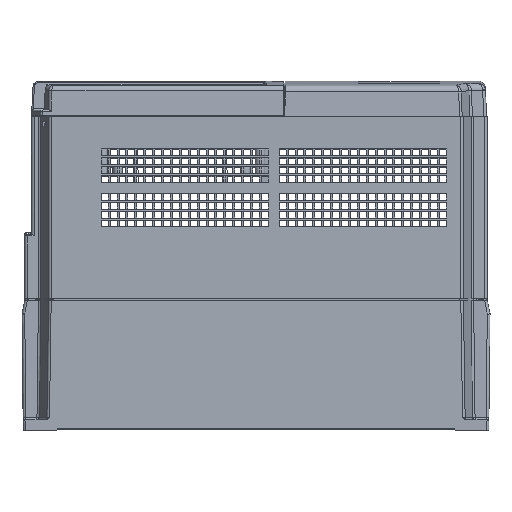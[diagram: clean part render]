
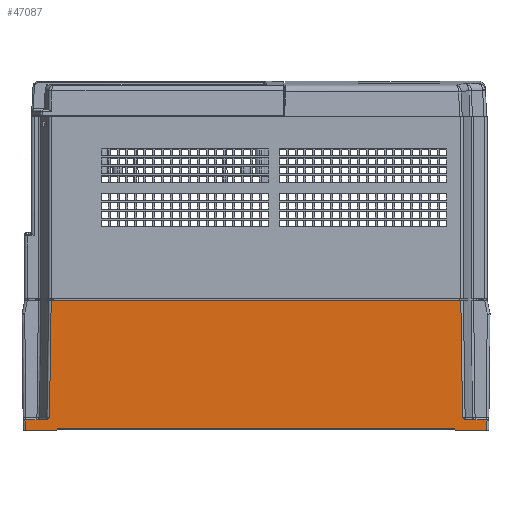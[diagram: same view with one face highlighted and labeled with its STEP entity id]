
A CAD part, top view. The second image highlights one B-rep face of the part: STEP entity #47087.
In plain terms, the highlighted planar face has unit normal (0, 0.011, 1).
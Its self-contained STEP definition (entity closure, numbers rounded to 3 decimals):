
#7620 = VERTEX_POINT ( 'NONE', #193552 ) ;
#10149 = VERTEX_POINT ( 'NONE', #202620 ) ;
#10272 = VERTEX_POINT ( 'NONE', #203097 ) ;
#10278 = EDGE_CURVE ( 'NONE', #10149, #10272, #203086, .T. ) ;
#10687 = EDGE_CURVE ( 'NONE', #10689, #10149, #203850, .T. ) ;
#10689 = VERTEX_POINT ( 'NONE', #203827 ) ;
#10916 = VERTEX_POINT ( 'NONE', #204927 ) ;
#10924 = EDGE_CURVE ( 'NONE', #10926, #10916, #204910, .T. ) ;
#10926 = VERTEX_POINT ( 'NONE', #204899 ) ;
#11026 = EDGE_CURVE ( 'NONE', #10916, #11028, #18710, .T. ) ;
#11028 = VERTEX_POINT ( 'NONE', #18862 ) ;
#11131 = EDGE_CURVE ( 'NONE', #11028, #10689, #19415, .T. ) ;
#18710 = B_SPLINE_CURVE_WITH_KNOTS ( 'NONE', 3,
 ( #18887, #18884, #18882, #18878, #18876, #18874, #18872, #18869, #18866, #18864 ),
 .UNSPECIFIED., .F., .F.,
 ( 4, 2, 2, 2, 4 ),
 ( 0., 0.001, 0.002, 0.003, 0.004 ),
 .UNSPECIFIED. ) ;
#18862 = CARTESIAN_POINT ( 'NONE',  ( 15.999, 7.505, -0.079 ) ) ;
#18864 = CARTESIAN_POINT ( 'NONE',  ( 15.999, 7.505, -0.079 ) ) ;
#18866 = CARTESIAN_POINT ( 'NONE',  ( 16.324, 7.505, -0.079 ) ) ;
#18869 = CARTESIAN_POINT ( 'NONE',  ( 16.636, 7.568, -0.08 ) ) ;
#18872 = CARTESIAN_POINT ( 'NONE',  ( 17.242, 7.791, -0.082 ) ) ;
#18874 = CARTESIAN_POINT ( 'NONE',  ( 17.522, 7.949, -0.084 ) ) ;
#18876 = CARTESIAN_POINT ( 'NONE',  ( 18.041, 8.323, -0.088 ) ) ;
#18878 = CARTESIAN_POINT ( 'NONE',  ( 18.281, 8.541, -0.09 ) ) ;
#18882 = CARTESIAN_POINT ( 'NONE',  ( 18.73, 8.999, -0.095 ) ) ;
#18884 = CARTESIAN_POINT ( 'NONE',  ( 18.941, 9.242, -0.097 ) ) ;
#18887 = CARTESIAN_POINT ( 'NONE',  ( 19.151, 9.484, -0.1 ) ) ;
#19409 = DIRECTION ( 'NONE',  ( -1., 0., 0. ) ) ;
#19411 = VECTOR ( 'NONE', #19409, 1000. ) ;
#19413 = CARTESIAN_POINT ( 'NONE',  ( 1.916, 7.505, -0.079 ) ) ;
#19415 = LINE ( 'NONE', #19413, #19411 ) ;
#22338 = VERTEX_POINT ( 'NONE', #80004 ) ;
#22344 = EDGE_CURVE ( 'NONE', #22351, #22338, #79949, .T. ) ;
#22351 = VERTEX_POINT ( 'NONE', #80123 ) ;
#28592 = EDGE_CURVE ( 'NONE', #28597, #10926, #98921, .T. ) ;
#28597 = VERTEX_POINT ( 'NONE', #98915 ) ;
#46668 = VERTEX_POINT ( 'NONE', #132674 ) ;
#46869 = EDGE_CURVE ( 'NONE', #46668, #22351, #132853, .T. ) ;
#46907 = EDGE_CURVE ( 'NONE', #46668, #46917, #133014, .T. ) ;
#46917 = VERTEX_POINT ( 'NONE', #133005 ) ;
#46936 = ORIENTED_EDGE ( 'NONE', *, *, #46869, .T. ) ;
#46984 = EDGE_CURVE ( 'NONE', #46917, #46989, #133035, .T. ) ;
#46989 = VERTEX_POINT ( 'NONE', #133026 ) ;
#47026 = ORIENTED_EDGE ( 'NONE', *, *, #11026, .T. ) ;
#47035 = ORIENTED_EDGE ( 'NONE', *, *, #11131, .T. ) ;
#47057 = EDGE_CURVE ( 'NONE', #46989, #10272, #133170, .T. ) ;
#47087 = ADVANCED_FACE ( 'NONE', ( #133149 ), #133237, .T. ) ;
#47092 = EDGE_LOOP ( 'NONE', ( #47103, #47109, #47118, #46936, #47149, #47158, #47177, #47190, #47203, #47211, #47026, #47035, #47246, #47252 ) ) ;
#47103 = ORIENTED_EDGE ( 'NONE', *, *, #47057, .F. ) ;
#47109 = ORIENTED_EDGE ( 'NONE', *, *, #46984, .F. ) ;
#47118 = ORIENTED_EDGE ( 'NONE', *, *, #46907, .F. ) ;
#47149 = ORIENTED_EDGE ( 'NONE', *, *, #22344, .T. ) ;
#47158 = ORIENTED_EDGE ( 'NONE', *, *, #47167, .T. ) ;
#47167 = EDGE_CURVE ( 'NONE', #22338, #47171, #133302, .T. ) ;
#47171 = VERTEX_POINT ( 'NONE', #133402 ) ;
#47177 = ORIENTED_EDGE ( 'NONE', *, *, #47185, .T. ) ;
#47185 = EDGE_CURVE ( 'NONE', #47171, #7620, #133385, .T. ) ;
#47190 = ORIENTED_EDGE ( 'NONE', *, *, #47198, .T. ) ;
#47198 = EDGE_CURVE ( 'NONE', #7620, #28597, #133446, .T. ) ;
#47203 = ORIENTED_EDGE ( 'NONE', *, *, #28592, .T. ) ;
#47211 = ORIENTED_EDGE ( 'NONE', *, *, #10924, .T. ) ;
#47246 = ORIENTED_EDGE ( 'NONE', *, *, #10687, .T. ) ;
#47252 = ORIENTED_EDGE ( 'NONE', *, *, #10278, .T. ) ;
#79943 = DIRECTION ( 'NONE',  ( 0.011, 1., -0.011 ) ) ;
#79944 = VECTOR ( 'NONE', #79943, 1000. ) ;
#79947 = CARTESIAN_POINT ( 'NONE',  ( 339.006, 95.02, -1. ) ) ;
#79949 = LINE ( 'NONE', #79947, #79944 ) ;
#80004 = CARTESIAN_POINT ( 'NONE',  ( 338.079, 7.505, -0.079 ) ) ;
#80123 = CARTESIAN_POINT ( 'NONE',  ( 338., 0., 0. ) ) ;
#98915 = CARTESIAN_POINT ( 'NONE',  ( 319.583, 95., -1. ) ) ;
#98916 = DIRECTION ( 'NONE',  ( -1., 0., 0. ) ) ;
#98918 = VECTOR ( 'NONE', #98916, 1000. ) ;
#98919 = CARTESIAN_POINT ( 'NONE',  ( 340.9, 95., -1. ) ) ;
#98921 = LINE ( 'NONE', #98919, #98918 ) ;
#132674 = CARTESIAN_POINT ( 'NONE',  ( 316., 0., 0. ) ) ;
#132850 = DIRECTION ( 'NONE',  ( 1., 0., 0. ) ) ;
#132851 = VECTOR ( 'NONE', #132850, 1000. ) ;
#132852 = CARTESIAN_POINT ( 'NONE',  ( 0., 0., 0. ) ) ;
#132853 = LINE ( 'NONE', #132852, #132851 ) ;
#133005 = CARTESIAN_POINT ( 'NONE',  ( 315., 1., -0.011 ) ) ;
#133011 = DIRECTION ( 'NONE',  ( -0.707, 0.707, -0.007 ) ) ;
#133012 = VECTOR ( 'NONE', #133011, 1000. ) ;
#133013 = CARTESIAN_POINT ( 'NONE',  ( 280.947, 35.053, -0.369 ) ) ;
#133014 = LINE ( 'NONE', #133013, #133012 ) ;
#133026 = CARTESIAN_POINT ( 'NONE',  ( 25., 1., -0.011 ) ) ;
#133028 = DIRECTION ( 'NONE',  ( -1., 0., 0. ) ) ;
#133030 = VECTOR ( 'NONE', #133028, 1000. ) ;
#133033 = CARTESIAN_POINT ( 'NONE',  ( 340.9, 1., -0.011 ) ) ;
#133035 = LINE ( 'NONE', #133033, #133030 ) ;
#133149 = FACE_OUTER_BOUND ( 'NONE', #47092, .T. ) ;
#133166 = DIRECTION ( 'NONE',  ( -0.707, -0.707, 0.007 ) ) ;
#133168 = VECTOR ( 'NONE', #133166, 1000. ) ;
#133169 = CARTESIAN_POINT ( 'NONE',  ( 229.944, 205.944, -2.168 ) ) ;
#133170 = LINE ( 'NONE', #133169, #133168 ) ;
#133231 = DIRECTION ( 'NONE',  ( 0., -1., 0.011 ) ) ;
#133233 = DIRECTION ( 'NONE',  ( 0., 0.011, 1. ) ) ;
#133235 = CARTESIAN_POINT ( 'NONE',  ( 340.9, 95., -1. ) ) ;
#133236 = AXIS2_PLACEMENT_3D ( 'NONE', #133235, #133233, #133231 ) ;
#133237 = PLANE ( 'NONE',  #133236 ) ;
#133302 = LINE ( 'NONE', #133408, #133405 ) ;
#133356 = CARTESIAN_POINT ( 'NONE',  ( 320.849, 9.484, -0.1 ) ) ;
#133359 = CARTESIAN_POINT ( 'NONE',  ( 320.953, 9.364, -0.099 ) ) ;
#133360 = CARTESIAN_POINT ( 'NONE',  ( 321.059, 9.242, -0.097 ) ) ;
#133361 = CARTESIAN_POINT ( 'NONE',  ( 321.273, 9.003, -0.095 ) ) ;
#133362 = CARTESIAN_POINT ( 'NONE',  ( 321.382, 8.885, -0.094 ) ) ;
#133363 = CARTESIAN_POINT ( 'NONE',  ( 321.719, 8.541, -0.09 ) ) ;
#133365 = CARTESIAN_POINT ( 'NONE',  ( 321.959, 8.323, -0.088 ) ) ;
#133367 = CARTESIAN_POINT ( 'NONE',  ( 322.478, 7.949, -0.084 ) ) ;
#133369 = CARTESIAN_POINT ( 'NONE',  ( 322.758, 7.791, -0.082 ) ) ;
#133372 = CARTESIAN_POINT ( 'NONE',  ( 323.364, 7.568, -0.08 ) ) ;
#133373 = CARTESIAN_POINT ( 'NONE',  ( 323.676, 7.505, -0.079 ) ) ;
#133374 = CARTESIAN_POINT ( 'NONE',  ( 324.001, 7.505, -0.079 ) ) ;
#133385 = B_SPLINE_CURVE_WITH_KNOTS ( 'NONE', 3,
 ( #133374, #133373, #133372, #133369, #133367, #133365, #133363, #133362, #133361, #133360, #133359, #133356 ),
 .UNSPECIFIED., .F., .F.,
 ( 4, 2, 2, 2, 2, 4 ),
 ( 0., 0.001, 0.002, 0.003, 0.003, 0.004 ),
 .UNSPECIFIED. ) ;
#133402 = CARTESIAN_POINT ( 'NONE',  ( 324.001, 7.505, -0.079 ) ) ;
#133403 = DIRECTION ( 'NONE',  ( -1., 0., 0. ) ) ;
#133405 = VECTOR ( 'NONE', #133403, 1000. ) ;
#133408 = CARTESIAN_POINT ( 'NONE',  ( 323.71, 7.505, -0.079 ) ) ;
#133441 = DIRECTION ( 'NONE',  ( -0.015, 1., -0.011 ) ) ;
#133442 = VECTOR ( 'NONE', #133441, 1000. ) ;
#133444 = CARTESIAN_POINT ( 'NONE',  ( 319.583, 94.979, -1. ) ) ;
#133446 = LINE ( 'NONE', #133444, #133442 ) ;
#193552 = CARTESIAN_POINT ( 'NONE',  ( 320.849, 9.484, -0.1 ) ) ;
#202620 = CARTESIAN_POINT ( 'NONE',  ( 2., 0., 0. ) ) ;
#203079 = DIRECTION ( 'NONE',  ( 1., 0., 0. ) ) ;
#203081 = VECTOR ( 'NONE', #203079, 1000. ) ;
#203084 = CARTESIAN_POINT ( 'NONE',  ( 0., 0., 0. ) ) ;
#203086 = LINE ( 'NONE', #203084, #203081 ) ;
#203097 = CARTESIAN_POINT ( 'NONE',  ( 24., 0., 0. ) ) ;
#203827 = CARTESIAN_POINT ( 'NONE',  ( 1.921, 7.505, -0.079 ) ) ;
#203832 = DIRECTION ( 'NONE',  ( 0.011, -1., 0.011 ) ) ;
#203834 = VECTOR ( 'NONE', #203832, 1000. ) ;
#203836 = CARTESIAN_POINT ( 'NONE',  ( 1.033, 91.402, -0.962 ) ) ;
#203850 = LINE ( 'NONE', #203836, #203834 ) ;
#204899 = CARTESIAN_POINT ( 'NONE',  ( 20.417, 95., -1. ) ) ;
#204902 = DIRECTION ( 'NONE',  ( -0.015, -1., 0.011 ) ) ;
#204904 = VECTOR ( 'NONE', #204902, 1000. ) ;
#204907 = CARTESIAN_POINT ( 'NONE',  ( 19.129, 7.979, -0.084 ) ) ;
#204910 = LINE ( 'NONE', #204907, #204904 ) ;
#204927 = CARTESIAN_POINT ( 'NONE',  ( 19.151, 9.484, -0.1 ) ) ;
